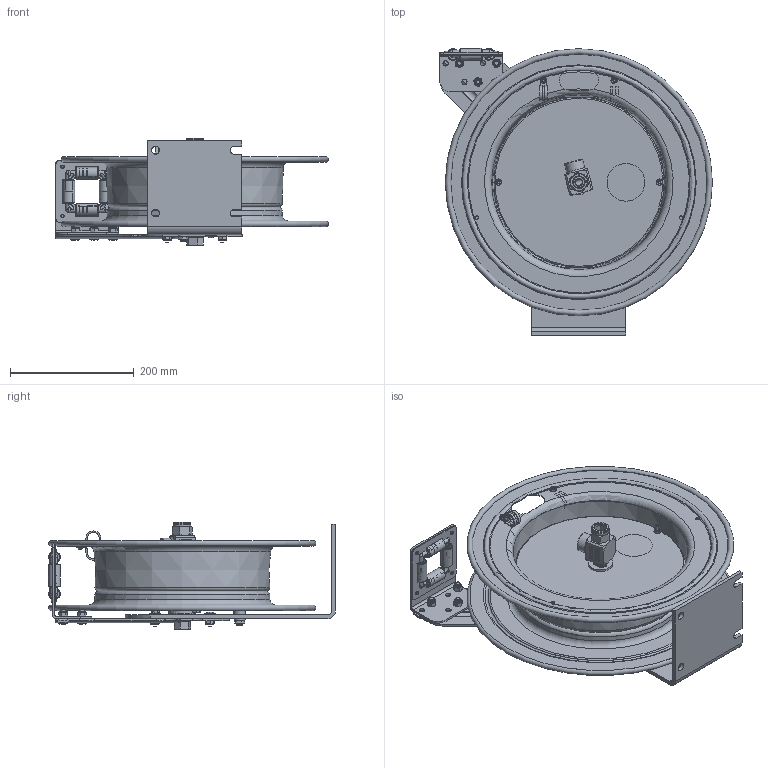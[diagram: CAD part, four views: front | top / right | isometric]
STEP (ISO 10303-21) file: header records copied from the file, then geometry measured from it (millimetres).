
FILE_DESCRIPTION(/* description */ (''),/* implementation_level */ '2;1');
FILE_NAME(/* name */ 'EZ-P-MP-430_SHARED.stp',/* time_stamp */ '2020-01-16T13:15:21-07:00',/* author */ ('NMelton'),/* organization */ (''),/* preprocessor_version */ 'ST-DEVELOPER v17',/* originating_system */ 'Autodesk Inventor 2019',/* authorisation */ '');
FILE_SCHEMA (('AUTOMOTIVE_DESIGN { 1 0 10303 214 3 1 1 }'));
Products named in the file (1): EZ-P-MP-430_SHARED
Bounding box: 441 x 464.08 x 174.5 mm (x, y, z)
Surface area: 1051882.3 mm2 (no closed solid volume)
Topology: 0 solids, 220 shells, 1843 faces, 9602 edges, 7766 vertices
Faces by surface type: plane 994, cylinder 451, cone 149, bspline 126, torus 84, sphere 39
Full cylindrical faces by diameter (mm): 2.159 x2, 4.699 x4, 4.826 x6, 5.556 x4, 5.588 x4, 6.35 x4, 7.925 x1, 7.938 x3, 8.636 x3, 8.731 x4, 9.525 x1, 11.176 x1, 11.43 x3, 12.192 x8, 12.7 x2, 15.875 x1, 19.05 x5, 25.324 x1, 26.314 x1, 27.94 x2, 28.575 x1, 30.15 x1, 39.624 x1, 44.044 x1, 60.96 x1
Entity records: 102771 total; most frequent: CARTESIAN_POINT 30831, ORIENTED_EDGE 12883, DIRECTION 12716, EDGE_CURVE 9559, VERTEX_POINT 7766, LINE 5386, VECTOR 5386, AXIS2_PLACEMENT_3D 3665
